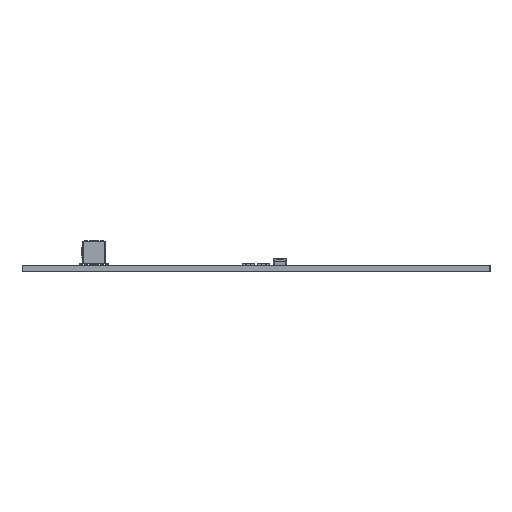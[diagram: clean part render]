
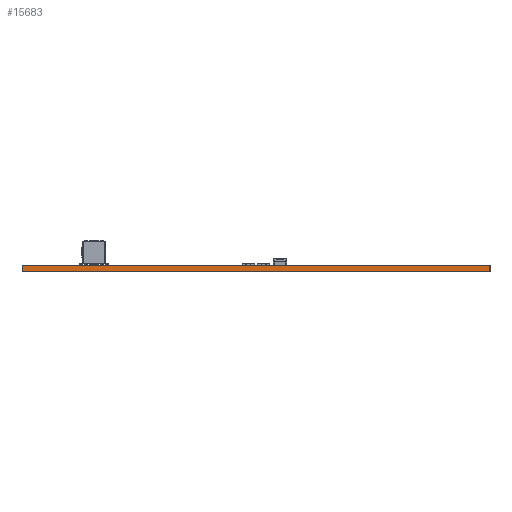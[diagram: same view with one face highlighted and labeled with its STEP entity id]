
A CAD part, left-side view. The second image highlights one B-rep face of the part: STEP entity #15683.
In plain terms, the highlighted planar face has unit normal (-1, 0, 0).
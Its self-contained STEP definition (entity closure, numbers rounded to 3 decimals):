
#15683 = ADVANCED_FACE('',(#15684),#15698,.T.);
#15684 = FACE_BOUND('',#15685,.T.);
#15685 = EDGE_LOOP('',(#15686,#15721,#15749,#15777));
#15686 = ORIENTED_EDGE('',*,*,#15687,.T.);
#15687 = EDGE_CURVE('',#15688,#15690,#15692,.T.);
#15688 = VERTEX_POINT('',#15689);
#15689 = CARTESIAN_POINT('',(0.,5.,0.));
#15690 = VERTEX_POINT('',#15691);
#15691 = CARTESIAN_POINT('',(0.,5.,1.6));
#15692 = SURFACE_CURVE('',#15693,(#15697,#15709),.PCURVE_S1.);
#15693 = LINE('',#15694,#15695);
#15694 = CARTESIAN_POINT('',(0.,5.,0.));
#15695 = VECTOR('',#15696,1.);
#15696 = DIRECTION('',(0.,0.,1.));
#15697 = PCURVE('',#15698,#15703);
#15698 = PLANE('',#15699);
#15699 = AXIS2_PLACEMENT_3D('',#15700,#15701,#15702);
#15700 = CARTESIAN_POINT('',(0.,5.,0.));
#15701 = DIRECTION('',(-1.,0.,0.));
#15702 = DIRECTION('',(0.,1.,0.));
#15703 = DEFINITIONAL_REPRESENTATION('',(#15704),#15708);
#15704 = LINE('',#15705,#15706);
#15705 = CARTESIAN_POINT('',(0.,0.));
#15706 = VECTOR('',#15707,1.);
#15707 = DIRECTION('',(0.,-1.));
#15708 = ( GEOMETRIC_REPRESENTATION_CONTEXT(2) 
PARAMETRIC_REPRESENTATION_CONTEXT() REPRESENTATION_CONTEXT('2D SPACE',''
  ) );
#15709 = PCURVE('',#15710,#15715);
#15710 = PLANE('',#15711);
#15711 = AXIS2_PLACEMENT_3D('',#15712,#15713,#15714);
#15712 = CARTESIAN_POINT('',(153.,5.,0.));
#15713 = DIRECTION('',(0.,-1.,0.));
#15714 = DIRECTION('',(-1.,0.,0.));
#15715 = DEFINITIONAL_REPRESENTATION('',(#15716),#15720);
#15716 = LINE('',#15717,#15718);
#15717 = CARTESIAN_POINT('',(153.,0.));
#15718 = VECTOR('',#15719,1.);
#15719 = DIRECTION('',(0.,-1.));
#15720 = ( GEOMETRIC_REPRESENTATION_CONTEXT(2) 
PARAMETRIC_REPRESENTATION_CONTEXT() REPRESENTATION_CONTEXT('2D SPACE',''
  ) );
#15721 = ORIENTED_EDGE('',*,*,#15722,.T.);
#15722 = EDGE_CURVE('',#15690,#15723,#15725,.T.);
#15723 = VERTEX_POINT('',#15724);
#15724 = CARTESIAN_POINT('',(0.,128.,1.6));
#15725 = SURFACE_CURVE('',#15726,(#15730,#15737),.PCURVE_S1.);
#15726 = LINE('',#15727,#15728);
#15727 = CARTESIAN_POINT('',(0.,5.,1.6));
#15728 = VECTOR('',#15729,1.);
#15729 = DIRECTION('',(0.,1.,0.));
#15730 = PCURVE('',#15698,#15731);
#15731 = DEFINITIONAL_REPRESENTATION('',(#15732),#15736);
#15732 = LINE('',#15733,#15734);
#15733 = CARTESIAN_POINT('',(0.,-1.6));
#15734 = VECTOR('',#15735,1.);
#15735 = DIRECTION('',(1.,0.));
#15736 = ( GEOMETRIC_REPRESENTATION_CONTEXT(2) 
PARAMETRIC_REPRESENTATION_CONTEXT() REPRESENTATION_CONTEXT('2D SPACE',''
  ) );
#15737 = PCURVE('',#15738,#15743);
#15738 = PLANE('',#15739);
#15739 = AXIS2_PLACEMENT_3D('',#15740,#15741,#15742);
#15740 = CARTESIAN_POINT('',(76.5,66.5,1.6));
#15741 = DIRECTION('',(-0.,-0.,-1.));
#15742 = DIRECTION('',(-1.,0.,0.));
#15743 = DEFINITIONAL_REPRESENTATION('',(#15744),#15748);
#15744 = LINE('',#15745,#15746);
#15745 = CARTESIAN_POINT('',(76.5,-61.5));
#15746 = VECTOR('',#15747,1.);
#15747 = DIRECTION('',(0.,1.));
#15748 = ( GEOMETRIC_REPRESENTATION_CONTEXT(2) 
PARAMETRIC_REPRESENTATION_CONTEXT() REPRESENTATION_CONTEXT('2D SPACE',''
  ) );
#15749 = ORIENTED_EDGE('',*,*,#15750,.F.);
#15750 = EDGE_CURVE('',#15751,#15723,#15753,.T.);
#15751 = VERTEX_POINT('',#15752);
#15752 = CARTESIAN_POINT('',(0.,128.,0.));
#15753 = SURFACE_CURVE('',#15754,(#15758,#15765),.PCURVE_S1.);
#15754 = LINE('',#15755,#15756);
#15755 = CARTESIAN_POINT('',(0.,128.,0.));
#15756 = VECTOR('',#15757,1.);
#15757 = DIRECTION('',(0.,0.,1.));
#15758 = PCURVE('',#15698,#15759);
#15759 = DEFINITIONAL_REPRESENTATION('',(#15760),#15764);
#15760 = LINE('',#15761,#15762);
#15761 = CARTESIAN_POINT('',(123.,0.));
#15762 = VECTOR('',#15763,1.);
#15763 = DIRECTION('',(0.,-1.));
#15764 = ( GEOMETRIC_REPRESENTATION_CONTEXT(2) 
PARAMETRIC_REPRESENTATION_CONTEXT() REPRESENTATION_CONTEXT('2D SPACE',''
  ) );
#15765 = PCURVE('',#15766,#15771);
#15766 = PLANE('',#15767);
#15767 = AXIS2_PLACEMENT_3D('',#15768,#15769,#15770);
#15768 = CARTESIAN_POINT('',(0.,128.,0.));
#15769 = DIRECTION('',(0.,1.,0.));
#15770 = DIRECTION('',(1.,0.,0.));
#15771 = DEFINITIONAL_REPRESENTATION('',(#15772),#15776);
#15772 = LINE('',#15773,#15774);
#15773 = CARTESIAN_POINT('',(0.,0.));
#15774 = VECTOR('',#15775,1.);
#15775 = DIRECTION('',(0.,-1.));
#15776 = ( GEOMETRIC_REPRESENTATION_CONTEXT(2) 
PARAMETRIC_REPRESENTATION_CONTEXT() REPRESENTATION_CONTEXT('2D SPACE',''
  ) );
#15777 = ORIENTED_EDGE('',*,*,#15778,.F.);
#15778 = EDGE_CURVE('',#15688,#15751,#15779,.T.);
#15779 = SURFACE_CURVE('',#15780,(#15784,#15791),.PCURVE_S1.);
#15780 = LINE('',#15781,#15782);
#15781 = CARTESIAN_POINT('',(0.,5.,0.));
#15782 = VECTOR('',#15783,1.);
#15783 = DIRECTION('',(0.,1.,0.));
#15784 = PCURVE('',#15698,#15785);
#15785 = DEFINITIONAL_REPRESENTATION('',(#15786),#15790);
#15786 = LINE('',#15787,#15788);
#15787 = CARTESIAN_POINT('',(0.,0.));
#15788 = VECTOR('',#15789,1.);
#15789 = DIRECTION('',(1.,0.));
#15790 = ( GEOMETRIC_REPRESENTATION_CONTEXT(2) 
PARAMETRIC_REPRESENTATION_CONTEXT() REPRESENTATION_CONTEXT('2D SPACE',''
  ) );
#15791 = PCURVE('',#15792,#15797);
#15792 = PLANE('',#15793);
#15793 = AXIS2_PLACEMENT_3D('',#15794,#15795,#15796);
#15794 = CARTESIAN_POINT('',(76.5,66.5,0.));
#15795 = DIRECTION('',(-0.,-0.,-1.));
#15796 = DIRECTION('',(-1.,0.,0.));
#15797 = DEFINITIONAL_REPRESENTATION('',(#15798),#15802);
#15798 = LINE('',#15799,#15800);
#15799 = CARTESIAN_POINT('',(76.5,-61.5));
#15800 = VECTOR('',#15801,1.);
#15801 = DIRECTION('',(0.,1.));
#15802 = ( GEOMETRIC_REPRESENTATION_CONTEXT(2) 
PARAMETRIC_REPRESENTATION_CONTEXT() REPRESENTATION_CONTEXT('2D SPACE',''
  ) );
